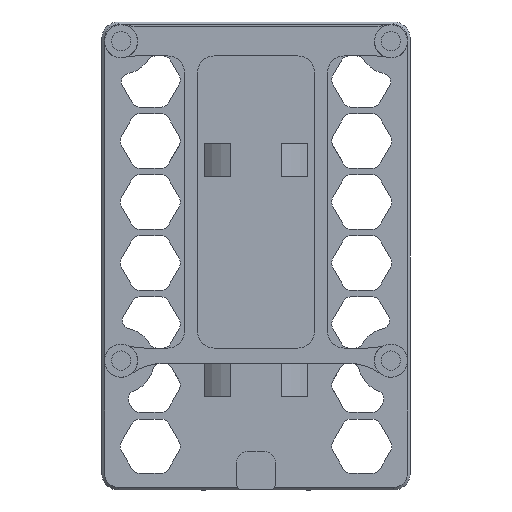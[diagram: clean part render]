
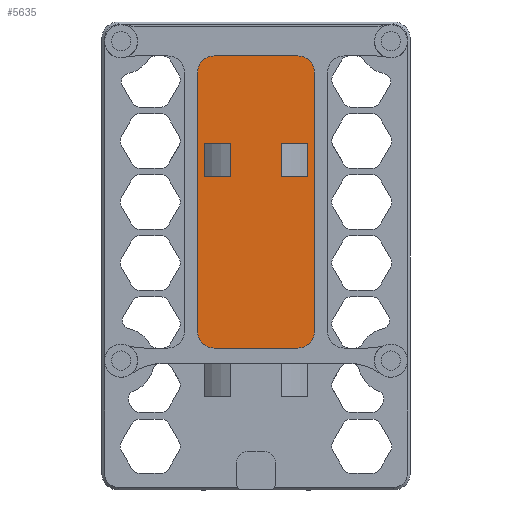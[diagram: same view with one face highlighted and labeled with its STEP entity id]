
A CAD part, front view. The second image highlights one B-rep face of the part: STEP entity #5635.
In plain terms, the highlighted planar face has unit normal (0, -1, 0).
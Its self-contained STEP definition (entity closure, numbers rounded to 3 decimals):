
#45=FACE_BOUND('',#991,.T.);
#46=FACE_BOUND('',#992,.T.);
#423=CIRCLE('',#6173,3.);
#425=CIRCLE('',#6177,3.);
#428=CIRCLE('',#6184,3.);
#430=CIRCLE('',#6188,3.);
#678=FACE_OUTER_BOUND('',#990,.T.);
#990=EDGE_LOOP('',(#4873,#4874,#4875,#4876,#4877,#4878,#4879,#4880));
#991=EDGE_LOOP('',(#4881,#4882,#4883,#4884));
#992=EDGE_LOOP('',(#4885,#4886,#4887,#4888));
#1471=LINE('',#9318,#2022);
#1523=LINE('',#9434,#2074);
#1527=LINE('',#9446,#2078);
#1533=LINE('',#9464,#2084);
#1537=LINE('',#9475,#2088);
#1538=LINE('',#9477,#2089);
#1539=LINE('',#9479,#2090);
#1540=LINE('',#9480,#2091);
#1541=LINE('',#9483,#2092);
#1542=LINE('',#9485,#2093);
#1543=LINE('',#9487,#2094);
#1544=LINE('',#9488,#2095);
#2022=VECTOR('',#7557,10.);
#2074=VECTOR('',#7649,10.);
#2078=VECTOR('',#7661,10.);
#2084=VECTOR('',#7681,10.);
#2088=VECTOR('',#7693,10.);
#2089=VECTOR('',#7694,10.);
#2090=VECTOR('',#7695,10.);
#2091=VECTOR('',#7696,10.);
#2092=VECTOR('',#7697,10.);
#2093=VECTOR('',#7698,10.);
#2094=VECTOR('',#7699,10.);
#2095=VECTOR('',#7700,10.);
#2629=VERTEX_POINT('',#9315);
#2630=VERTEX_POINT('',#9317);
#2670=VERTEX_POINT('',#9424);
#2671=VERTEX_POINT('',#9425);
#2674=VERTEX_POINT('',#9433);
#2676=VERTEX_POINT('',#9439);
#2678=VERTEX_POINT('',#9445);
#2681=VERTEX_POINT('',#9457);
#2683=VERTEX_POINT('',#9463);
#2685=VERTEX_POINT('',#9469);
#2687=VERTEX_POINT('',#9476);
#2688=VERTEX_POINT('',#9478);
#2689=VERTEX_POINT('',#9481);
#2690=VERTEX_POINT('',#9482);
#2691=VERTEX_POINT('',#9484);
#2692=VERTEX_POINT('',#9486);
#3378=EDGE_CURVE('',#2630,#2629,#1471,.T.);
#3439=EDGE_CURVE('',#2670,#2671,#423,.T.);
#3443=EDGE_CURVE('',#2674,#2670,#1523,.T.);
#3446=EDGE_CURVE('',#2676,#2674,#425,.T.);
#3449=EDGE_CURVE('',#2678,#2676,#1527,.T.);
#3455=EDGE_CURVE('',#2681,#2678,#428,.T.);
#3458=EDGE_CURVE('',#2683,#2681,#1533,.T.);
#3461=EDGE_CURVE('',#2685,#2683,#430,.T.);
#3464=EDGE_CURVE('',#2671,#2685,#1537,.T.);
#3465=EDGE_CURVE('',#2687,#2630,#1538,.T.);
#3466=EDGE_CURVE('',#2629,#2688,#1539,.T.);
#3467=EDGE_CURVE('',#2688,#2687,#1540,.T.);
#3468=EDGE_CURVE('',#2689,#2690,#1541,.T.);
#3469=EDGE_CURVE('',#2690,#2691,#1542,.T.);
#3470=EDGE_CURVE('',#2691,#2692,#1543,.T.);
#3471=EDGE_CURVE('',#2692,#2689,#1544,.T.);
#4873=ORIENTED_EDGE('',*,*,#3439,.T.);
#4874=ORIENTED_EDGE('',*,*,#3464,.T.);
#4875=ORIENTED_EDGE('',*,*,#3461,.T.);
#4876=ORIENTED_EDGE('',*,*,#3458,.T.);
#4877=ORIENTED_EDGE('',*,*,#3455,.T.);
#4878=ORIENTED_EDGE('',*,*,#3449,.T.);
#4879=ORIENTED_EDGE('',*,*,#3446,.T.);
#4880=ORIENTED_EDGE('',*,*,#3443,.T.);
#4881=ORIENTED_EDGE('',*,*,#3465,.T.);
#4882=ORIENTED_EDGE('',*,*,#3378,.T.);
#4883=ORIENTED_EDGE('',*,*,#3466,.T.);
#4884=ORIENTED_EDGE('',*,*,#3467,.T.);
#4885=ORIENTED_EDGE('',*,*,#3468,.T.);
#4886=ORIENTED_EDGE('',*,*,#3469,.T.);
#4887=ORIENTED_EDGE('',*,*,#3470,.T.);
#4888=ORIENTED_EDGE('',*,*,#3471,.T.);
#5380=PLANE('',#6190);
#5635=ADVANCED_FACE('',(#678,#45,#46),#5380,.F.);
#6173=AXIS2_PLACEMENT_3D('',#9426,#7641,#7642);
#6177=AXIS2_PLACEMENT_3D('',#9440,#7654,#7655);
#6184=AXIS2_PLACEMENT_3D('',#9458,#7674,#7675);
#6188=AXIS2_PLACEMENT_3D('',#9470,#7686,#7687);
#6190=AXIS2_PLACEMENT_3D('',#9474,#7691,#7692);
#7557=DIRECTION('',(0.,0.,1.));
#7641=DIRECTION('center_axis',(0.,-1.,0.));
#7642=DIRECTION('ref_axis',(-0.707,0.,0.707));
#7649=DIRECTION('',(-1.,0.,0.));
#7654=DIRECTION('center_axis',(0.,-1.,0.));
#7655=DIRECTION('ref_axis',(0.707,0.,0.707));
#7661=DIRECTION('',(0.,0.,1.));
#7674=DIRECTION('center_axis',(0.,-1.,0.));
#7675=DIRECTION('ref_axis',(0.707,0.,-0.707));
#7681=DIRECTION('',(1.,0.,0.));
#7686=DIRECTION('center_axis',(0.,-1.,0.));
#7687=DIRECTION('ref_axis',(-0.707,0.,-0.707));
#7691=DIRECTION('center_axis',(0.,1.,0.));
#7692=DIRECTION('ref_axis',(-1.,0.,0.));
#7693=DIRECTION('',(0.,0.,-1.));
#7694=DIRECTION('',(-1.,0.,0.));
#7695=DIRECTION('',(1.,0.,0.));
#7696=DIRECTION('',(0.,0.,-1.));
#7697=DIRECTION('',(-1.,0.,0.));
#7698=DIRECTION('',(0.,0.,1.));
#7699=DIRECTION('',(1.,0.,0.));
#7700=DIRECTION('',(0.,0.,-1.));
#9315=CARTESIAN_POINT('',(-6.635,178.198,351.251));
#9317=CARTESIAN_POINT('',(-6.635,178.198,345.251));
#9318=CARTESIAN_POINT('',(-6.635,178.198,348.251));
#9424=CARTESIAN_POINT('',(-4.813,178.198,367.094));
#9425=CARTESIAN_POINT('',(-7.813,178.198,364.094));
#9426=CARTESIAN_POINT('Origin',(-4.813,178.198,364.094));
#9433=CARTESIAN_POINT('',(10.387,178.198,367.094));
#9434=CARTESIAN_POINT('',(-8.767,178.198,367.094));
#9439=CARTESIAN_POINT('',(13.387,178.198,364.094));
#9440=CARTESIAN_POINT('Origin',(10.387,178.198,364.094));
#9445=CARTESIAN_POINT('',(13.387,178.198,317.035));
#9446=CARTESIAN_POINT('',(13.387,178.198,348.923));
#9457=CARTESIAN_POINT('',(10.387,178.198,314.035));
#9458=CARTESIAN_POINT('Origin',(10.387,178.198,317.035));
#9463=CARTESIAN_POINT('',(-4.813,178.198,314.035));
#9464=CARTESIAN_POINT('',(14.064,178.198,314.035));
#9469=CARTESIAN_POINT('',(-7.813,178.198,317.035));
#9470=CARTESIAN_POINT('Origin',(-4.813,178.198,317.035));
#9474=CARTESIAN_POINT('Origin',(2.787,178.198,330.751));
#9475=CARTESIAN_POINT('',(-7.813,178.198,322.393));
#9476=CARTESIAN_POINT('',(-1.908,178.198,345.251));
#9477=CARTESIAN_POINT('',(2.787,178.198,345.251));
#9478=CARTESIAN_POINT('',(-1.908,178.198,351.251));
#9479=CARTESIAN_POINT('',(2.787,178.198,351.251));
#9480=CARTESIAN_POINT('',(-1.908,178.198,348.251));
#9481=CARTESIAN_POINT('',(12.209,178.198,345.251));
#9482=CARTESIAN_POINT('',(7.483,178.198,345.251));
#9483=CARTESIAN_POINT('',(2.787,178.198,345.251));
#9484=CARTESIAN_POINT('',(7.483,178.198,351.251));
#9485=CARTESIAN_POINT('',(7.483,178.198,348.251));
#9486=CARTESIAN_POINT('',(12.209,178.198,351.251));
#9487=CARTESIAN_POINT('',(2.787,178.198,351.251));
#9488=CARTESIAN_POINT('',(12.209,178.198,348.251));
